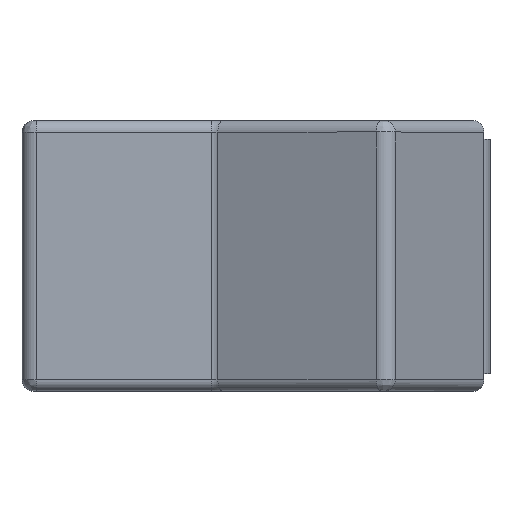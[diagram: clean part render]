
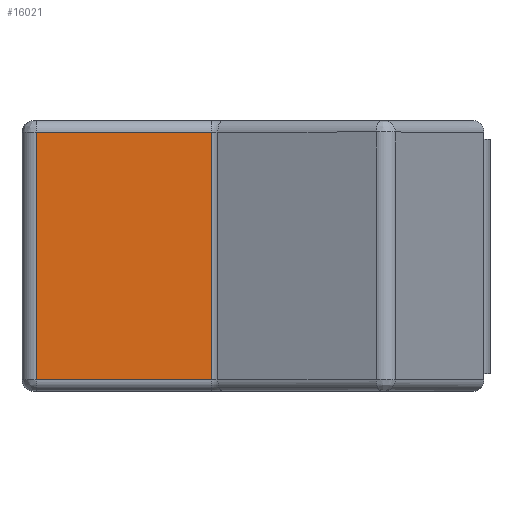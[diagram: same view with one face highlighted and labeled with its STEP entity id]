
A CAD part, top view. The second image highlights one B-rep face of the part: STEP entity #16021.
In plain terms, the highlighted planar face has unit normal (0, 0, 1).
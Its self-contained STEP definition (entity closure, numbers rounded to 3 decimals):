
#14845=DIRECTION('',(-1.,0.,0.));
#14846=VECTOR('',#14845,6.088);
#14847=CARTESIAN_POINT('',(-1.542,-4.3,19.38));
#14848=LINE('',#14847,#14846);
#14849=DIRECTION('',(0.,1.,0.));
#14850=VECTOR('',#14849,8.6);
#14851=CARTESIAN_POINT('',(-7.63,-4.3,19.38));
#14852=LINE('',#14851,#14850);
#14853=DIRECTION('',(1.,0.,0.));
#14854=VECTOR('',#14853,6.088);
#14855=CARTESIAN_POINT('',(-7.63,4.3,19.38));
#14856=LINE('',#14855,#14854);
#14857=DIRECTION('',(0.,-1.,0.));
#14858=VECTOR('',#14857,8.6);
#14859=CARTESIAN_POINT('',(-1.542,4.3,19.38));
#14860=LINE('',#14859,#14858);
#14982=CARTESIAN_POINT('',(-7.63,-4.3,19.38));
#14983=VERTEX_POINT('',#14982);
#14986=CARTESIAN_POINT('',(-1.542,-4.3,19.38));
#14987=VERTEX_POINT('',#14986);
#15022=CARTESIAN_POINT('',(-1.542,4.3,19.38));
#15023=VERTEX_POINT('',#15022);
#15026=CARTESIAN_POINT('',(-7.63,4.3,19.38));
#15027=VERTEX_POINT('',#15026);
#16010=CARTESIAN_POINT('',(-1.43,4.7,19.38));
#16011=DIRECTION('',(0.,0.,1.));
#16012=DIRECTION('',(-1.,0.,0.));
#16013=AXIS2_PLACEMENT_3D('',#16010,#16011,#16012);
#16014=PLANE('',#16013);
#16015=ORIENTED_EDGE('',*,*,#15716,.T.);
#16016=ORIENTED_EDGE('',*,*,#15771,.T.);
#16017=ORIENTED_EDGE('',*,*,#15863,.T.);
#16018=ORIENTED_EDGE('',*,*,#15996,.T.);
#16019=EDGE_LOOP('',(#16015,#16016,#16017,#16018));
#16020=FACE_OUTER_BOUND('',#16019,.F.);
#16021=ADVANCED_FACE('',(#16020),#16014,.T.);
#15716=EDGE_CURVE('',#14987,#14983,#14848,.T.);
#15771=EDGE_CURVE('',#14983,#15027,#14852,.T.);
#15863=EDGE_CURVE('',#15027,#15023,#14856,.T.);
#15996=EDGE_CURVE('',#15023,#14987,#14860,.T.);
